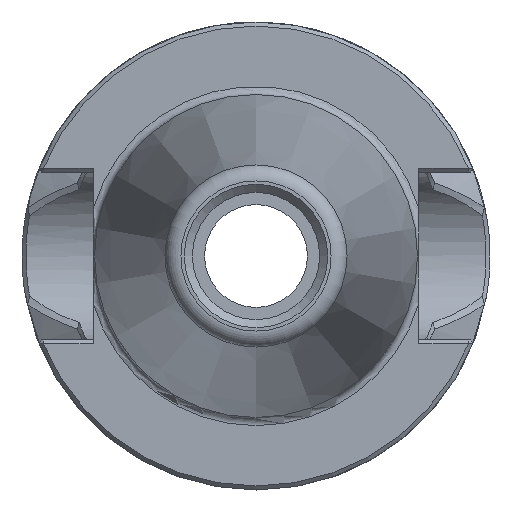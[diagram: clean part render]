
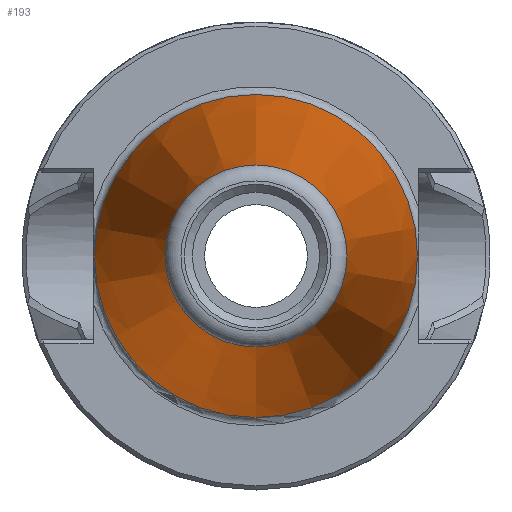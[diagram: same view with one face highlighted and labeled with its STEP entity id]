
A CAD part, left-side view. The second image highlights one B-rep face of the part: STEP entity #193.
In plain terms, the highlighted conical face has half-angle 8.374 degrees and reference radius 8.603 mm.
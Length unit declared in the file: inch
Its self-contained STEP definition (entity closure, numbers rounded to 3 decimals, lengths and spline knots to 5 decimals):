
#159=CARTESIAN_POINT('',(0.0534,0.,-0.35235));
#160=VERTEX_POINT('',#159);
#161=CARTESIAN_POINT('',(0.0534,0.,0.));
#162=DIRECTION('',(1.0,0.0,0.0));
#163=DIRECTION('',(0.0,0.0,-1.0));
#164=AXIS2_PLACEMENT_3D('',#161,#162,#163);
#165=CIRCLE('',#164,0.35235);
#166=EDGE_CURVE('',#160,#160,#165,.T.);
#174=CARTESIAN_POINT('',(-0.03921,0.,0.));
#175=DIRECTION('',(1.0,0.0,0.0));
#176=DIRECTION('',(0.0,0.0,-1.0));
#177=AXIS2_PLACEMENT_3D('',#174,#175,#176);
#178=CONICAL_SURFACE('',#177,0.33872,8.374);
#179=CARTESIAN_POINT('',(1.90551,0.0,-0.625));
#180=VERTEX_POINT('',#179);
#181=CARTESIAN_POINT('',(1.90551,0.0,0.0));
#182=DIRECTION('',(1.0,0.0,0.0));
#183=DIRECTION('',(0.0,0.0,-1.0));
#184=AXIS2_PLACEMENT_3D('',#181,#182,#183);
#185=CIRCLE('',#184,0.625);
#186=EDGE_CURVE('',#180,#180,#185,.T.);
#187=ORIENTED_EDGE('',*,*,#186,.F.);
#188=EDGE_LOOP('',(#187));
#189=FACE_OUTER_BOUND('',#188,.T.);
#190=ORIENTED_EDGE('',*,*,#166,.T.);
#191=EDGE_LOOP('',(#190));
#192=FACE_BOUND('',#191,.T.);
#193=ADVANCED_FACE('',(#189,#192),#178,.T.);
